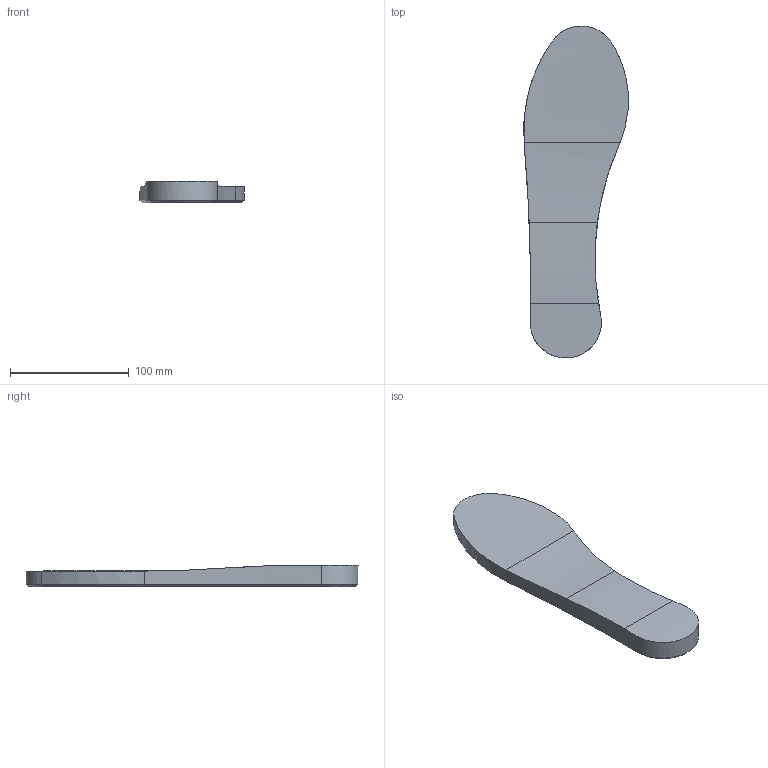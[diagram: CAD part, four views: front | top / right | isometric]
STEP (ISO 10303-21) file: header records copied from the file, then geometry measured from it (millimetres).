
FILE_DESCRIPTION(('FreeCAD Model'),'2;1');
FILE_NAME('insole_left.step', '2018-06-16T16:34:54',('Author'),(''), 'Open CASCADE STEP processor 6.8','FreeCAD','Unknown');
FILE_SCHEMA(('AUTOMOTIVE_DESIGN_CC2 { 1 2 10303 214 -1 1 5 4 }'));
Length unit declared in the file: millimetre
Products named in the file (1): Chamfer
Bounding box: 87.83 x 279.64 x 18.18 mm (x, y, z)
Volume: 261491.1 mm3; surface area: 44423.7 mm2
Topology: 1 solids, 1 shells, 17 faces, 44 edges, 29 vertices
Faces by surface type: cylinder 7, cone 6, bspline 3, plane 1
Entity records: 8150 total; most frequent: CARTESIAN_POINT 7373, DIRECTION 101, ORIENTED_EDGE 88, PCURVE 88, DEFINITIONAL_REPRESENTATION 88, B_SPLINE_CURVE_WITH_KNOTS 69, LINE 45, VECTOR 45
